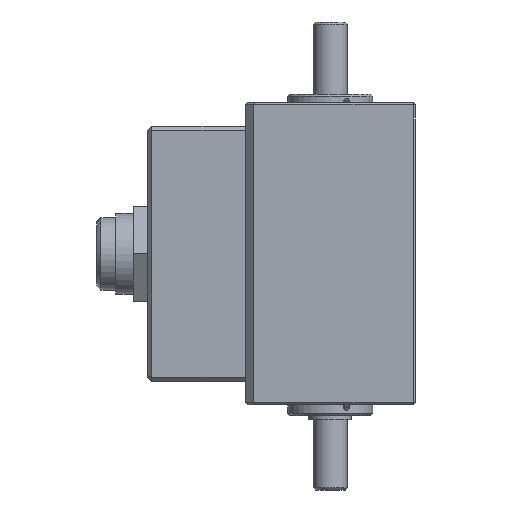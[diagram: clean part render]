
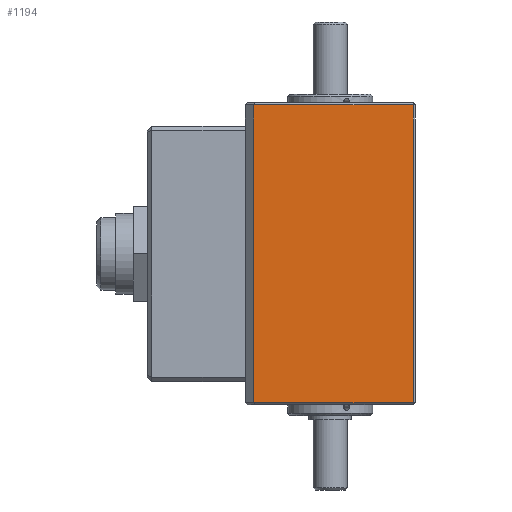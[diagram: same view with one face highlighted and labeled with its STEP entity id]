
A CAD part, front view. The second image highlights one B-rep face of the part: STEP entity #1194.
In plain terms, the highlighted face is planar.
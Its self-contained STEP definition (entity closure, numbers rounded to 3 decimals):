
#1194 = ADVANCED_FACE( '', ( #2338 ), #2339, .T. );
#2338 = FACE_OUTER_BOUND( '', #3596, .T. );
#2339 = PLANE( '', #3597 );
#3596 = EDGE_LOOP( '', ( #5571, #5572, #5573, #5574 ) );
#3597 = AXIS2_PLACEMENT_3D( '', #5575, #5576, #5577 );
#5571 = ORIENTED_EDGE( '', *, *, #7064, .T. );
#5572 = ORIENTED_EDGE( '', *, *, #7359, .T. );
#5573 = ORIENTED_EDGE( '', *, *, #7113, .T. );
#5574 = ORIENTED_EDGE( '', *, *, #6875, .T. );
#5575 = CARTESIAN_POINT( '', ( -20., -20., 71. ) );
#5576 = DIRECTION( '', ( -1., 0., 0. ) );
#5577 = DIRECTION( '', ( 0., 0., 1. ) );
#6875 = EDGE_CURVE( '', #8277, #8275, #8278, .T. );
#7064 = EDGE_CURVE( '', #8275, #8580, #8582, .T. );
#7113 = EDGE_CURVE( '', #8411, #8277, #8654, .T. );
#7359 = EDGE_CURVE( '', #8580, #8411, #8992, .T. );
#8275 = VERTEX_POINT( '', #9793 );
#8277 = VERTEX_POINT( '', #9796 );
#8278 = LINE( '', #9797, #9798 );
#8411 = VERTEX_POINT( '', #9961 );
#8580 = VERTEX_POINT( '', #10218 );
#8582 = LINE( '', #10221, #10222 );
#8654 = LINE( '', #10432, #10433 );
#8992 = LINE( '', #10871, #10872 );
#9793 = CARTESIAN_POINT( '', ( -20., -19.5, 70.5 ) );
#9796 = CARTESIAN_POINT( '', ( -20., -19.5, 0.5 ) );
#9797 = CARTESIAN_POINT( '', ( -20., -19.5, 71. ) );
#9798 = VECTOR( '', #11703, 1000. );
#9961 = CARTESIAN_POINT( '', ( -20., 18., 0.5 ) );
#10218 = CARTESIAN_POINT( '', ( -20., 18., 70.5 ) );
#10221 = CARTESIAN_POINT( '', ( -20., 20., 70.5 ) );
#10222 = VECTOR( '', #11962, 1000. );
#10432 = CARTESIAN_POINT( '', ( -20., -20., 0.5 ) );
#10433 = VECTOR( '', #12029, 1000. );
#10871 = CARTESIAN_POINT( '', ( -20., 18., 71. ) );
#10872 = VECTOR( '', #12323, 1000. );
#11703 = DIRECTION( '', ( 0., 0., 1. ) );
#11962 = DIRECTION( '', ( 0., 1., 0. ) );
#12029 = DIRECTION( '', ( 0., -1., 0. ) );
#12323 = DIRECTION( '', ( 0., 0., -1. ) );
